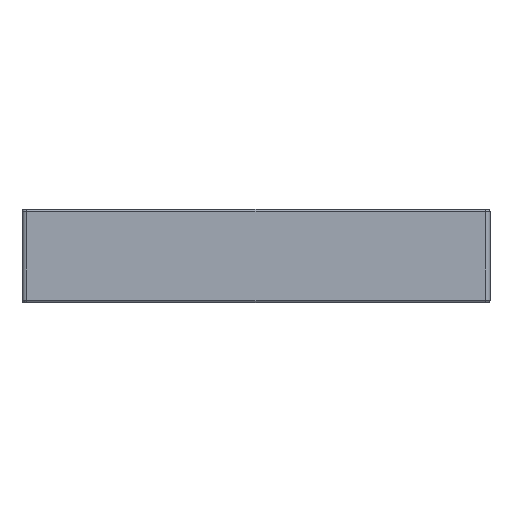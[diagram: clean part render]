
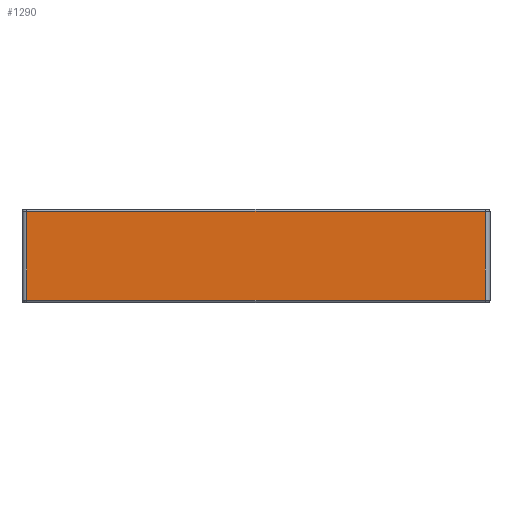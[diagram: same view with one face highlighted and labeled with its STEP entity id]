
A CAD part, top view. The second image highlights one B-rep face of the part: STEP entity #1290.
In plain terms, the highlighted planar face has unit normal (0, 0, 1).
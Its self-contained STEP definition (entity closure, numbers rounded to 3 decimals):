
#16 = PLANE ( 'NONE',  #747 ) ;
#30 = LINE ( 'NONE', #663, #709 ) ;
#35 = CARTESIAN_POINT ( 'NONE',  ( 9.8, -1.9, 3.5 ) ) ;
#69 = VECTOR ( 'NONE', #190, 1000. ) ;
#73 = CARTESIAN_POINT ( 'NONE',  ( -9.8, 1.9, 3.5 ) ) ;
#77 = ORIENTED_EDGE ( 'NONE', *, *, #597, .T. ) ;
#176 = DIRECTION ( 'NONE',  ( 1., 0., 0. ) ) ;
#190 = DIRECTION ( 'NONE',  ( -1., 0., 0. ) ) ;
#222 = EDGE_CURVE ( 'NONE', #1252, #1074, #1303, .T. ) ;
#327 = ORIENTED_EDGE ( 'NONE', *, *, #222, .T. ) ;
#360 = CARTESIAN_POINT ( 'NONE',  ( 9.8, 1.9, 3.5 ) ) ;
#361 = VECTOR ( 'NONE', #1021, 1000. ) ;
#377 = EDGE_LOOP ( 'NONE', ( #1245, #327, #77, #596 ) ) ;
#446 = VECTOR ( 'NONE', #176, 1000. ) ;
#548 = DIRECTION ( 'NONE',  ( 0., 1., 0. ) ) ;
#596 = ORIENTED_EDGE ( 'NONE', *, *, #752, .T. ) ;
#597 = EDGE_CURVE ( 'NONE', #1074, #1341, #30, .T. ) ;
#641 = LINE ( 'NONE', #799, #361 ) ;
#663 = CARTESIAN_POINT ( 'NONE',  ( 9.8, 2., 3.5 ) ) ;
#693 = CARTESIAN_POINT ( 'NONE',  ( -10., 1.9, 3.5 ) ) ;
#709 = VECTOR ( 'NONE', #548, 1000. ) ;
#725 = CARTESIAN_POINT ( 'NONE',  ( 9.8, -1.9, 3.5 ) ) ;
#747 = AXIS2_PLACEMENT_3D ( 'NONE', #1229, #885, #1218 ) ;
#752 = EDGE_CURVE ( 'NONE', #1341, #838, #786, .T. ) ;
#786 = LINE ( 'NONE', #693, #69 ) ;
#799 = CARTESIAN_POINT ( 'NONE',  ( -9.8, 2., 3.5 ) ) ;
#838 = VERTEX_POINT ( 'NONE', #73 ) ;
#885 = DIRECTION ( 'NONE',  ( 0., 0., -1. ) ) ;
#1021 = DIRECTION ( 'NONE',  ( 0., -1., 0. ) ) ;
#1074 = VERTEX_POINT ( 'NONE', #35 ) ;
#1157 = EDGE_CURVE ( 'NONE', #838, #1252, #641, .T. ) ;
#1213 = FACE_OUTER_BOUND ( 'NONE', #377, .T. ) ;
#1218 = DIRECTION ( 'NONE',  ( -1., 0., 0. ) ) ;
#1229 = CARTESIAN_POINT ( 'NONE',  ( -10., 2., 3.5 ) ) ;
#1245 = ORIENTED_EDGE ( 'NONE', *, *, #1157, .T. ) ;
#1252 = VERTEX_POINT ( 'NONE', #1324 ) ;
#1290 = ADVANCED_FACE ( 'NONE', ( #1213 ), #16, .F. ) ;
#1303 = LINE ( 'NONE', #725, #446 ) ;
#1324 = CARTESIAN_POINT ( 'NONE',  ( -9.8, -1.9, 3.5 ) ) ;
#1341 = VERTEX_POINT ( 'NONE', #360 ) ;
